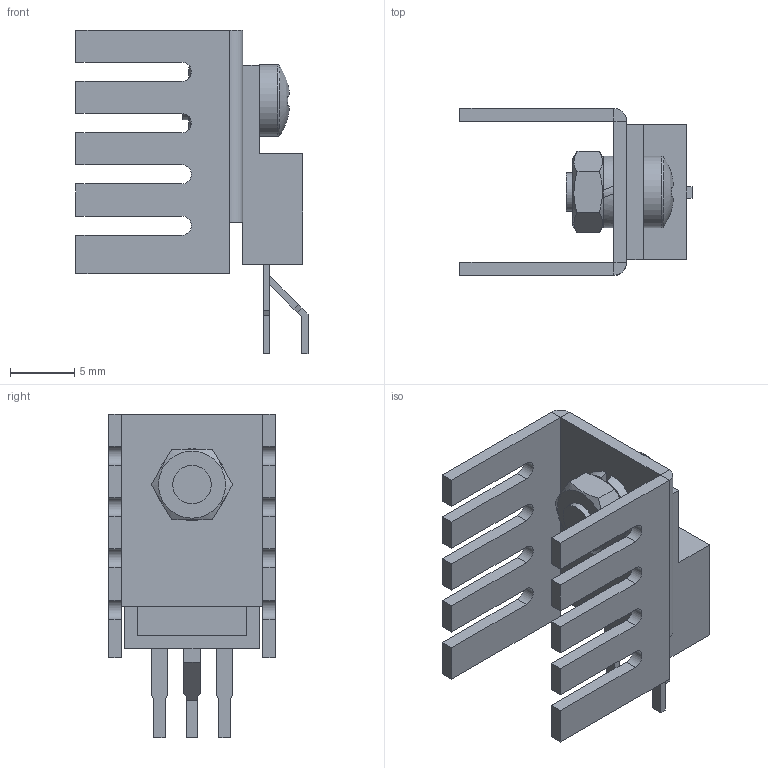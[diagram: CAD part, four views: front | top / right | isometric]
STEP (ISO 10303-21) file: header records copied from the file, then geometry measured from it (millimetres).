
FILE_DESCRIPTION(('STEP AP214'), '1');
FILE_NAME('Ñáîðêà_ÒÎ-220+ðàäèòîð DO1A', '', ('UNSPECIFIED'), ('UNSPECIFIED'), 'ASCON STEP Converter 1.3', 'ASCON Math Kernel', '');
FILE_SCHEMA(('AUTOMOTIVE_DESIGN { 1 0 10303 214 3 1 1}'));
Length unit declared in the file: millimetre
Products named in the file (6): TO-220_V
Assembly tree (5 placements, depth 2):
  (unnamed)
    TO-220_V
    (unnamed)
    (unnamed)
    (unnamed)
    (unnamed)
Bounding box: 18.1 x 13 x 25.25 mm (x, y, z)
Volume: 1195.8 mm3; surface area: 2209.6 mm2
Topology: 5 solids, 5 shells, 145 faces, 374 edges, 243 vertices
Faces by surface type: plane 111, cylinder 19, bspline 8, cone 4, torus 2, sphere 1
Full cylindrical faces by diameter (mm): 2.459 x1, 3 x1, 3.4 x1, 3.8 x1, 5.6 x1
Entity records: 6252 total; most frequent: CARTESIAN_POINT 1280, ORIENTED_EDGE 724, DIRECTION 681, EDGE_CURVE 362, LINE 281, VECTOR 281, VERTEX_POINT 243, AXIS2_PLACEMENT_3D 200
